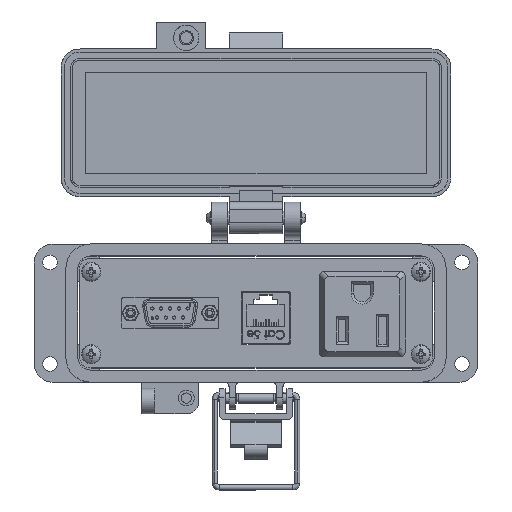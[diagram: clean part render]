
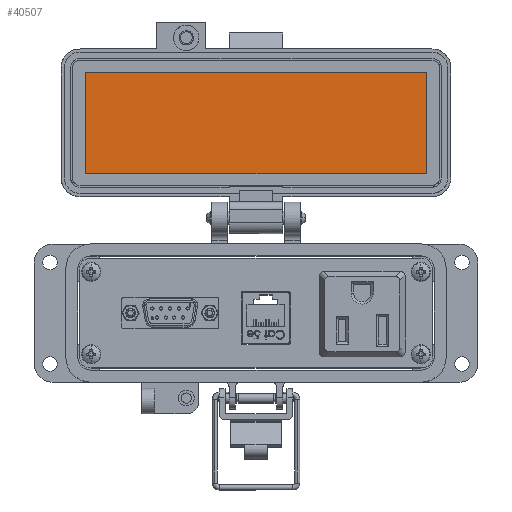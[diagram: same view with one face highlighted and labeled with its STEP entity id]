
A CAD part, top view. The second image highlights one B-rep face of the part: STEP entity #40507.
In plain terms, the highlighted planar face has unit normal (0, 0, 1).
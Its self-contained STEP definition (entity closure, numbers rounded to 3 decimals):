
#763 = VECTOR ( 'NONE', #2650, 1000. ) ;
#1197 = VERTEX_POINT ( 'NONE', #39304 ) ;
#2650 = DIRECTION ( 'NONE',  ( 0., 1., 0. ) ) ;
#5225 = DIRECTION ( 'NONE',  ( 0., -1., 0. ) ) ;
#5965 = AXIS2_PLACEMENT_3D ( 'NONE', #92547, #48904, #5225 ) ;
#8178 = VERTEX_POINT ( 'NONE', #36677 ) ;
#12228 = PLANE ( 'NONE',  #5965 ) ;
#12724 = DIRECTION ( 'NONE',  ( 0., -1., 0. ) ) ;
#13563 = VECTOR ( 'NONE', #21402, 1000. ) ;
#15112 = ORIENTED_EDGE ( 'NONE', *, *, #61072, .F. ) ;
#15238 = VECTOR ( 'NONE', #18803, 1000. ) ;
#16745 = CARTESIAN_POINT ( 'NONE',  ( -53.75, 83.154, -25.55 ) ) ;
#18803 = DIRECTION ( 'NONE',  ( 1., 0., 0. ) ) ;
#21402 = DIRECTION ( 'NONE',  ( -1., 0., 0. ) ) ;
#22506 = LINE ( 'NONE', #89991, #763 ) ;
#27668 = FACE_OUTER_BOUND ( 'NONE', #33104, .T. ) ;
#27781 = EDGE_CURVE ( 'NONE', #8178, #1197, #52374, .T. ) ;
#33104 = EDGE_LOOP ( 'NONE', ( #82355, #66455, #87884, #15112 ) ) ;
#36134 = EDGE_CURVE ( 'NONE', #63674, #68499, #71136, .T. ) ;
#36677 = CARTESIAN_POINT ( 'NONE',  ( 53.75, 51.154, -25.55 ) ) ;
#39304 = CARTESIAN_POINT ( 'NONE',  ( -53.75, 51.154, -25.55 ) ) ;
#40507 = ADVANCED_FACE ( 'NONE', ( #27668 ), #12228, .T. ) ;
#46349 = CARTESIAN_POINT ( 'NONE',  ( 53.75, 83.154, -25.55 ) ) ;
#48904 = DIRECTION ( 'NONE',  ( 0., 0., 1. ) ) ;
#49075 = CARTESIAN_POINT ( 'NONE',  ( 53.75, 67.154, -25.55 ) ) ;
#52374 = LINE ( 'NONE', #64773, #13563 ) ;
#59642 = EDGE_CURVE ( 'NONE', #1197, #63674, #22506, .T. ) ;
#61072 = EDGE_CURVE ( 'NONE', #68499, #8178, #73450, .T. ) ;
#62526 = CARTESIAN_POINT ( 'NONE',  ( -8.5, 83.154, -25.55 ) ) ;
#63674 = VERTEX_POINT ( 'NONE', #16745 ) ;
#64773 = CARTESIAN_POINT ( 'NONE',  ( 42., 51.154, -25.55 ) ) ;
#66455 = ORIENTED_EDGE ( 'NONE', *, *, #59642, .F. ) ;
#68499 = VERTEX_POINT ( 'NONE', #46349 ) ;
#71136 = LINE ( 'NONE', #62526, #15238 ) ;
#73450 = LINE ( 'NONE', #49075, #90532 ) ;
#82355 = ORIENTED_EDGE ( 'NONE', *, *, #36134, .F. ) ;
#87884 = ORIENTED_EDGE ( 'NONE', *, *, #27781, .F. ) ;
#89991 = CARTESIAN_POINT ( 'NONE',  ( -53.75, 67.154, -25.55 ) ) ;
#90532 = VECTOR ( 'NONE', #12724, 1000. ) ;
#92547 = CARTESIAN_POINT ( 'NONE',  ( -8.5, 67.154, -25.55 ) ) ;
